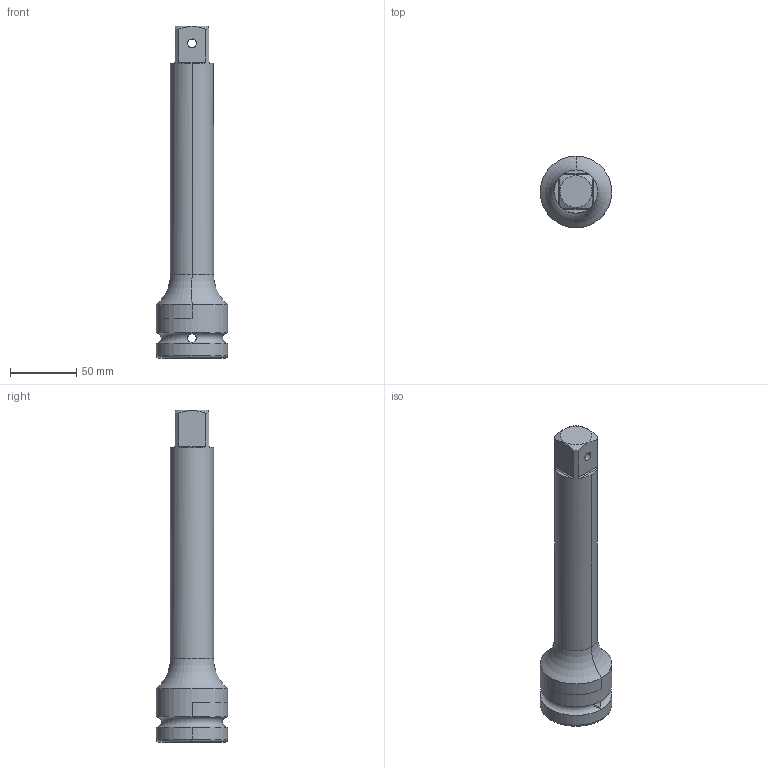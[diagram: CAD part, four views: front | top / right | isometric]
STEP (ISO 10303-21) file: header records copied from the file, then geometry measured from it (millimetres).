
FILE_DESCRIPTION((''),'2;1');
FILE_NAME('4027163417','2023-08-22T12:46:22',('A00565553'),(''),'CREO PARAMETRIC BY PTC INC, 2022414','CREO PARAMETRIC BY PTC INC, 2022414','');
FILE_SCHEMA(('CONFIG_CONTROL_DESIGN','GEOMETRIC_VALIDATION_PROPERTIES_MIM'));
Length unit declared in the file: millimetre
Products named in the file (1): 4027163417
Bounding box: 53.9 x 53.9 x 250 mm (x, y, z)
Volume: 243973.8 mm3; surface area: 35829.4 mm2
Topology: 1 solids, 1 shells, 51 faces, 136 edges, 86 vertices
Faces by surface type: cylinder 20, plane 19, cone 6, torus 6
Entity records: 2279 total; most frequent: CARTESIAN_POINT 465, ORIENTED_EDGE 272, DIRECTION 270, PRESENTATION_STYLE_ASSIGNMENT 137, STYLED_ITEM 137, CURVE_STYLE 136, EDGE_CURVE 136, AXIS2_PLACEMENT_3D 109
